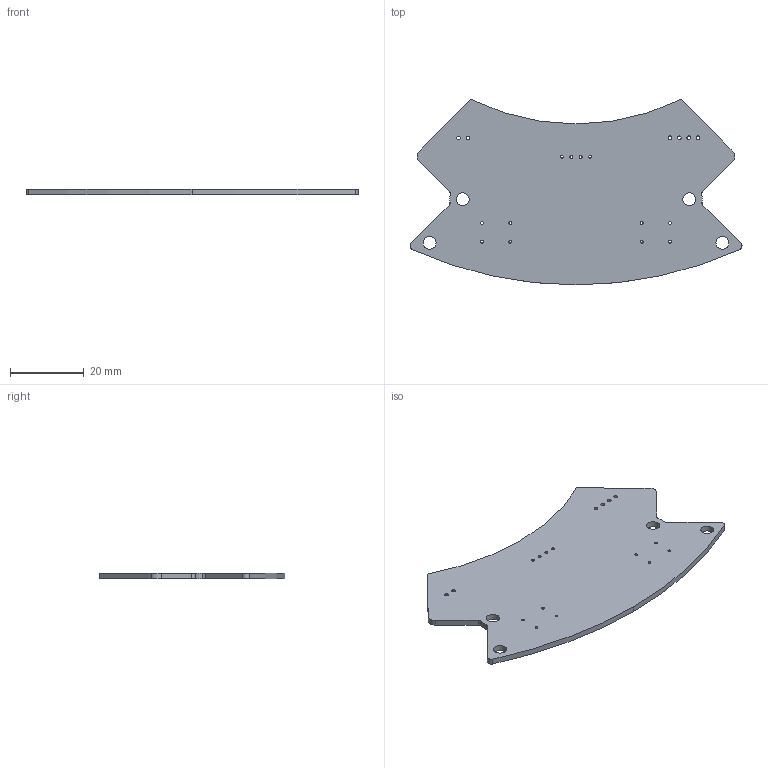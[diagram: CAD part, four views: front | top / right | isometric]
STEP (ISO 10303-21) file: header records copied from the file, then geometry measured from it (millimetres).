
FILE_DESCRIPTION(('KiCad electronic assembly'),'2;1');
FILE_NAME('Backavobe_plate.step','2024-08-14T13:26:02',('Pcbnew'),( 'Kicad'),'Open CASCADE STEP processor 7.6','KiCad to STEP converter' ,'Unknown');
FILE_SCHEMA(('AUTOMOTIVE_DESIGN { 1 0 10303 214 1 1 1 1 }'));
Length unit declared in the file: millimetre
Products named in the file (2): Backavobe_plate 1; Backavobe_plate PCB
Assembly tree (1 placements, depth 2):
  Backavobe_plate 1
    Backavobe_plate PCB
Bounding box: 89.76 x 50.21 x 1.6 mm (x, y, z)
Volume: 5337.8 mm3; surface area: 7234.6 mm2
Topology: 1 solids, 1 shells, 45 faces, 129 edges, 86 vertices
Faces by surface type: cylinder 36, plane 9
Full cylindrical faces by diameter (mm): 0.762 x12, 1 x6, 3.5 x4
Entity records: 3327 total; most frequent: DIRECTION 553, CARTESIAN_POINT 520, ORIENTED_EDGE 258, PCURVE 258, DEFINITIONAL_REPRESENTATION 258, LINE 243, VECTOR 243, CIRCLE 144
